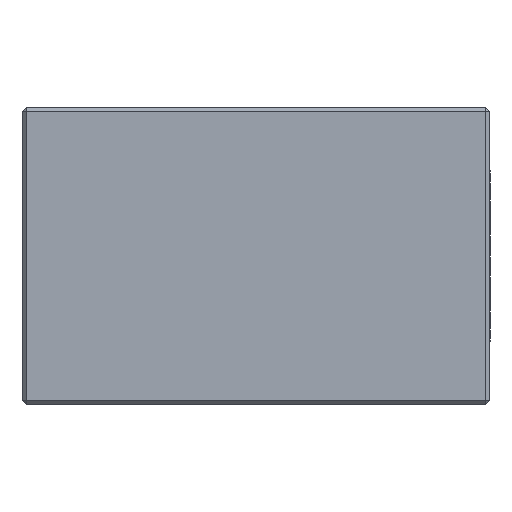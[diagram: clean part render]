
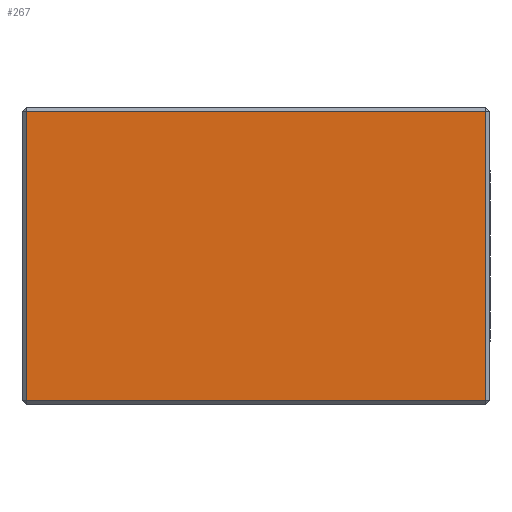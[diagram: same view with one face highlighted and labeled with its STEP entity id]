
A CAD part, left-side view. The second image highlights one B-rep face of the part: STEP entity #267.
In plain terms, the highlighted planar face has unit normal (-1, 0, 0).
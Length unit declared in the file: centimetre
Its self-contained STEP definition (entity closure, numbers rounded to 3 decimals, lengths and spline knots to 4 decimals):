
#5 = CARTESIAN_POINT ( 'NONE',  ( 0., 0.6985, -0.0127 ) ) ;
#12 = DIRECTION ( 'NONE',  ( 0., -1., 0. ) ) ;
#226 = EDGE_CURVE ( 'NONE', #1563, #1365, #4392, .T. ) ;
#265 = EDGE_CURVE ( 'NONE', #1563, #1576, #4433, .T. ) ;
#267 = ADVANCED_FACE ( 'NONE', ( #4442 ), #3265, .T. ) ;
#1365 = VERTEX_POINT ( 'NONE', #5379 ) ;
#1379 = VERTEX_POINT ( 'NONE', #5393 ) ;
#1563 = VERTEX_POINT ( 'NONE', #5577 ) ;
#1576 = VERTEX_POINT ( 'NONE', #5590 ) ;
#1801 = ORIENTED_EDGE ( 'NONE', *, *, #226, .F. ) ;
#1802 = ORIENTED_EDGE ( 'NONE', *, *, #265, .T. ) ;
#1803 = ORIENTED_EDGE ( 'NONE', *, *, #8173, .T. ) ;
#1804 = ORIENTED_EDGE ( 'NONE', *, *, #8176, .T. ) ;
#2038 = AXIS2_PLACEMENT_3D ( 'NONE', #3260, #3267, #3268 ) ;
#3251 = CARTESIAN_POINT ( 'NONE',  ( 0., 1.3843, -0.889 ) ) ;
#3259 = DIRECTION ( 'NONE',  ( 0., 0., -1. ) ) ;
#3260 = CARTESIAN_POINT ( 'NONE',  ( 0., 0.6985, -0.889 ) ) ;
#3265 = PLANE ( 'NONE',  #2038 ) ;
#3267 = DIRECTION ( 'NONE',  ( -1., 0., 0. ) ) ;
#3268 = DIRECTION ( 'NONE',  ( 0., 0., 1. ) ) ;
#3518 = EDGE_LOOP ( 'NONE', ( #1801, #1802, #1803, #1804 ) ) ;
#4392 = LINE ( 'NONE', #5, #4397 ) ;
#4397 = VECTOR ( 'NONE', #12, 100. ) ;
#4433 = LINE ( 'NONE', #3251, #4438 ) ;
#4438 = VECTOR ( 'NONE', #3259, 100. ) ;
#4442 = FACE_OUTER_BOUND ( 'NONE', #3518, .T. ) ;
#5379 = CARTESIAN_POINT ( 'NONE',  ( 0., 0.0127, -0.0127 ) ) ;
#5393 = CARTESIAN_POINT ( 'NONE',  ( 0., 0.0127, -0.8763 ) ) ;
#5577 = CARTESIAN_POINT ( 'NONE',  ( 0., 1.3843, -0.0127 ) ) ;
#5590 = CARTESIAN_POINT ( 'NONE',  ( 0., 1.3843, -0.8763 ) ) ;
#6988 = CARTESIAN_POINT ( 'NONE',  ( 0., 0.6985, -0.8763 ) ) ;
#6992 = DIRECTION ( 'NONE',  ( 0., -1., 0. ) ) ;
#6993 = DIRECTION ( 'NONE',  ( 0., 0., 1. ) ) ;
#6997 = CARTESIAN_POINT ( 'NONE',  ( 0., 0.0127, -0.889 ) ) ;
#8173 = EDGE_CURVE ( 'NONE', #1576, #1379, #9152, .T. ) ;
#8176 = EDGE_CURVE ( 'NONE', #1379, #1365, #9154, .T. ) ;
#9152 = LINE ( 'NONE', #6988, #9157 ) ;
#9154 = LINE ( 'NONE', #6997, #9161 ) ;
#9157 = VECTOR ( 'NONE', #6992, 100. ) ;
#9161 = VECTOR ( 'NONE', #6993, 100. ) ;
